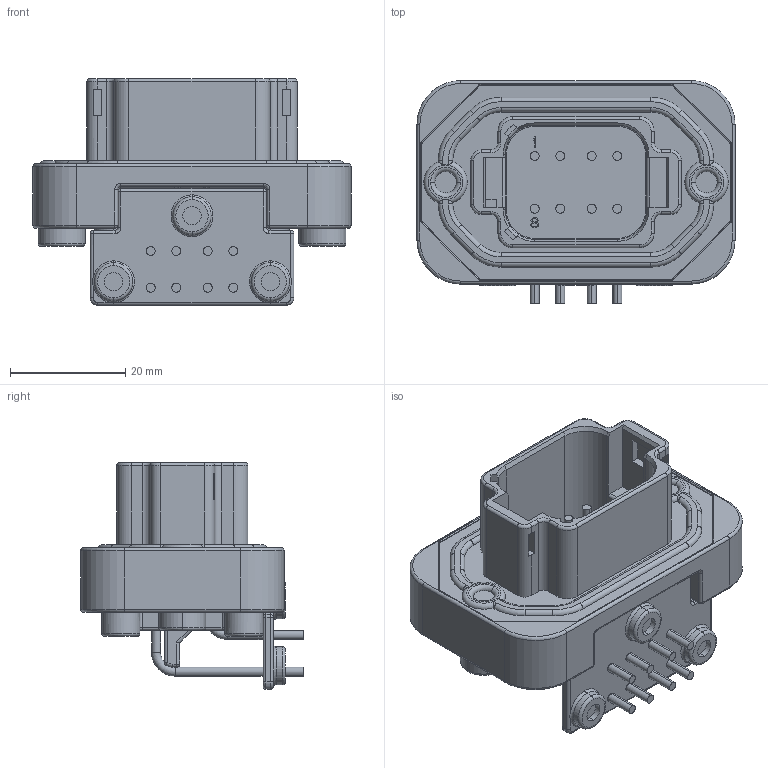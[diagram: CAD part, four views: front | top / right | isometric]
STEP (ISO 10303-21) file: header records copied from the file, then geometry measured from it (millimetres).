
FILE_DESCRIPTION((''),'2;1');
FILE_NAME('C-DT13-08PB','2013-03-23T',('workeradm'),('Tyco Electronics Ltd.'),'PRO/ENGINEER BY PARAMETRIC TECHNOLOGY CORPORATION, 2010430','PRO/ENGINEER BY PARAMETRIC TECHNOLOGY CORPORATION, 2010430','');
FILE_SCHEMA(('AUTOMOTIVE_DESIGN { 1 0 10303 214 1 1 1 1 }'));
Length unit declared in the file: millimetre
Products named in the file (1): C-DT13-08PB
Bounding box: 55.12 x 38.58 x 39.24 mm (x, y, z)
Volume: 25287.6 mm3; surface area: 12974.1 mm2
Topology: 1 solids, 1 shells, 657 faces, 1656 edges, 1028 vertices
Faces by surface type: cylinder 261, plane 228, torus 124, sphere 20, bspline 18, cone 6
Entity records: 25660 total; most frequent: CARTESIAN_POINT 9392, DIRECTION 3477, ORIENTED_EDGE 3312, EDGE_CURVE 1656, AXIS2_PLACEMENT_3D 1339, VERTEX_POINT 1028, VECTOR 799, LINE 799
